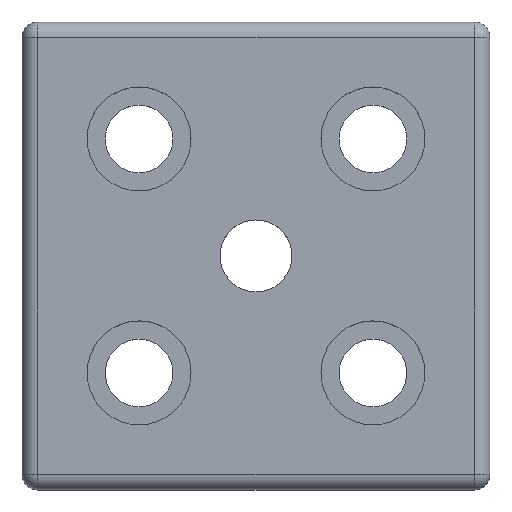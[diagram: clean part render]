
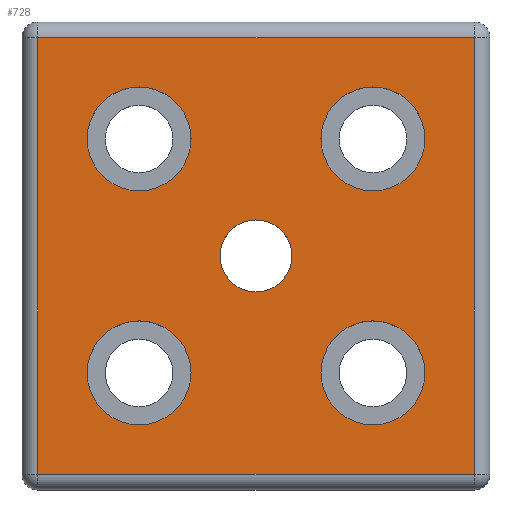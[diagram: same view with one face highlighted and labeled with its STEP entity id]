
A CAD part, top view. The second image highlights one B-rep face of the part: STEP entity #728.
In plain terms, the highlighted planar face has unit normal (0, 0, 1).
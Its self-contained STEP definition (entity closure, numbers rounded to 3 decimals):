
#122=CARTESIAN_POINT('',(32.5,67.5,16.0));
#123=VERTEX_POINT('',#122);
#124=CARTESIAN_POINT('',(22.5,67.5,16.0));
#125=DIRECTION('',(0.0,0.0,-1.0));
#126=DIRECTION('',(1.0,0.0,0.0));
#127=AXIS2_PLACEMENT_3D('',#124,#125,#126);
#128=CIRCLE('',#127,10.0);
#129=EDGE_CURVE('',#123,#123,#128,.T.);
#232=CARTESIAN_POINT('',(77.5,67.5,16.0));
#233=VERTEX_POINT('',#232);
#234=CARTESIAN_POINT('',(67.5,67.5,16.0));
#235=DIRECTION('',(0.0,0.0,-1.0));
#236=DIRECTION('',(1.0,0.0,0.0));
#237=AXIS2_PLACEMENT_3D('',#234,#235,#236);
#238=CIRCLE('',#237,10.0);
#239=EDGE_CURVE('',#233,#233,#238,.T.);
#295=CARTESIAN_POINT('',(3.,87.0,16.0));
#296=VERTEX_POINT('',#295);
#362=CARTESIAN_POINT('',(87.,87.0,16.0));
#363=VERTEX_POINT('',#362);
#435=CARTESIAN_POINT('',(3.,87.0,16.0));
#436=DIRECTION('',(1.0,0.0,0.0));
#437=VECTOR('',#436,84.);
#438=LINE('',#435,#437);
#439=EDGE_CURVE('',#296,#363,#438,.T.);
#451=CARTESIAN_POINT('',(3.,3.,16.0));
#452=VERTEX_POINT('',#451);
#518=CARTESIAN_POINT('',(87.0,3.,16.0));
#519=VERTEX_POINT('',#518);
#591=CARTESIAN_POINT('',(87.,87.0,16.0));
#592=DIRECTION('',(0.0,-1.0,0.0));
#593=VECTOR('',#592,84.0);
#594=LINE('',#591,#593);
#595=EDGE_CURVE('',#363,#519,#594,.T.);
#613=CARTESIAN_POINT('',(87.0,3.,16.0));
#614=DIRECTION('',(-1.0,0.0,0.0));
#615=VECTOR('',#614,84.0);
#616=LINE('',#613,#615);
#617=EDGE_CURVE('',#519,#452,#616,.T.);
#635=CARTESIAN_POINT('',(3.,3.0,16.0));
#636=DIRECTION('',(0.0,1.0,0.0));
#637=VECTOR('',#636,84.0);
#638=LINE('',#635,#637);
#639=EDGE_CURVE('',#452,#296,#638,.T.);
#678=CARTESIAN_POINT('',(45.,45.0,16.0));
#679=DIRECTION('',(0.0,0.0,1.0));
#680=DIRECTION('',(1.0,0.0,0.0));
#681=AXIS2_PLACEMENT_3D('',#678,#679,#680);
#682=PLANE('',#681);
#683=ORIENTED_EDGE('',*,*,#439,.F.);
#684=ORIENTED_EDGE('',*,*,#639,.F.);
#685=ORIENTED_EDGE('',*,*,#617,.F.);
#686=ORIENTED_EDGE('',*,*,#595,.F.);
#687=EDGE_LOOP('',(#683,#684,#685,#686));
#688=FACE_OUTER_BOUND('',#687,.T.);
#689=ORIENTED_EDGE('',*,*,#129,.T.);
#690=EDGE_LOOP('',(#689));
#691=FACE_BOUND('',#690,.T.);
#692=ORIENTED_EDGE('',*,*,#239,.T.);
#693=EDGE_LOOP('',(#692));
#694=FACE_BOUND('',#693,.T.);
#695=CARTESIAN_POINT('',(77.5,22.5,16.0));
#696=VERTEX_POINT('',#695);
#697=CARTESIAN_POINT('',(67.5,22.5,16.0));
#698=DIRECTION('',(0.0,0.0,-1.0));
#699=DIRECTION('',(1.0,0.0,0.0));
#700=AXIS2_PLACEMENT_3D('',#697,#698,#699);
#701=CIRCLE('',#700,10.0);
#702=EDGE_CURVE('',#696,#696,#701,.T.);
#703=ORIENTED_EDGE('',*,*,#702,.T.);
#704=EDGE_LOOP('',(#703));
#705=FACE_BOUND('',#704,.T.);
#706=CARTESIAN_POINT('',(32.5,22.5,16.0));
#707=VERTEX_POINT('',#706);
#708=CARTESIAN_POINT('',(22.5,22.5,16.0));
#709=DIRECTION('',(0.0,0.0,-1.0));
#710=DIRECTION('',(1.0,0.0,0.0));
#711=AXIS2_PLACEMENT_3D('',#708,#709,#710);
#712=CIRCLE('',#711,10.0);
#713=EDGE_CURVE('',#707,#707,#712,.T.);
#714=ORIENTED_EDGE('',*,*,#713,.T.);
#715=EDGE_LOOP('',(#714));
#716=FACE_BOUND('',#715,.T.);
#717=CARTESIAN_POINT('',(51.917,45.0,16.0));
#718=VERTEX_POINT('',#717);
#719=CARTESIAN_POINT('',(45.0,45.0,16.0));
#720=DIRECTION('',(0.0,0.0,-1.0));
#721=DIRECTION('',(1.0,0.0,0.0));
#722=AXIS2_PLACEMENT_3D('',#719,#720,#721);
#723=CIRCLE('',#722,6.918);
#724=EDGE_CURVE('',#718,#718,#723,.T.);
#725=ORIENTED_EDGE('',*,*,#724,.T.);
#726=EDGE_LOOP('',(#725));
#727=FACE_BOUND('',#726,.T.);
#728=ADVANCED_FACE('',(#688,#691,#694,#705,#716,#727),#682,.T.);
